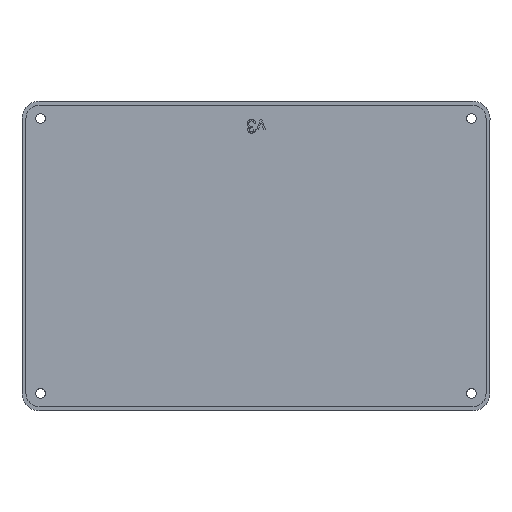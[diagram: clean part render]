
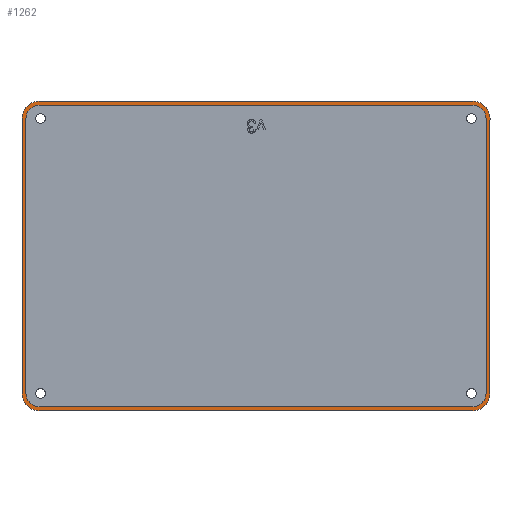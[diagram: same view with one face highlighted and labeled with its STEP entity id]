
A CAD part, top view. The second image highlights one B-rep face of the part: STEP entity #1262.
In plain terms, the highlighted planar face has unit normal (0, 0, 1).
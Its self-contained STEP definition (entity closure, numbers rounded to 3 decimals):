
#106=FACE_BOUND('',#221,.T.);
#117=PLANE('',#1356);
#148=FACE_OUTER_BOUND('',#220,.T.);
#220=EDGE_LOOP('',(#876,#877,#878,#879,#880,#881,#882,#883));
#221=EDGE_LOOP('',(#884,#885,#886,#887,#888,#889,#890,#891));
#303=LINE('',#1696,#410);
#304=LINE('',#1700,#411);
#305=LINE('',#1704,#412);
#306=LINE('',#1707,#413);
#307=LINE('',#1712,#414);
#308=LINE('',#1716,#415);
#309=LINE('',#1720,#416);
#310=LINE('',#1723,#417);
#410=VECTOR('',#1449,1000.);
#411=VECTOR('',#1452,1000.);
#412=VECTOR('',#1455,1000.);
#413=VECTOR('',#1458,1000.);
#414=VECTOR('',#1461,1000.);
#415=VECTOR('',#1464,1000.);
#416=VECTOR('',#1467,1000.);
#417=VECTOR('',#1470,1000.);
#521=CIRCLE('',#1357,6.45);
#522=CIRCLE('',#1358,6.45);
#523=CIRCLE('',#1359,6.45);
#524=CIRCLE('',#1360,6.45);
#525=CIRCLE('',#1361,4.95);
#526=CIRCLE('',#1362,4.95);
#527=CIRCLE('',#1363,4.95);
#528=CIRCLE('',#1364,4.95);
#549=VERTEX_POINT('',#1692);
#550=VERTEX_POINT('',#1693);
#551=VERTEX_POINT('',#1695);
#552=VERTEX_POINT('',#1697);
#553=VERTEX_POINT('',#1699);
#554=VERTEX_POINT('',#1701);
#555=VERTEX_POINT('',#1703);
#556=VERTEX_POINT('',#1705);
#557=VERTEX_POINT('',#1708);
#558=VERTEX_POINT('',#1709);
#559=VERTEX_POINT('',#1711);
#560=VERTEX_POINT('',#1713);
#561=VERTEX_POINT('',#1715);
#562=VERTEX_POINT('',#1717);
#563=VERTEX_POINT('',#1719);
#564=VERTEX_POINT('',#1721);
#679=EDGE_CURVE('',#549,#550,#521,.T.);
#680=EDGE_CURVE('',#550,#551,#303,.T.);
#681=EDGE_CURVE('',#551,#552,#522,.T.);
#682=EDGE_CURVE('',#552,#553,#304,.T.);
#683=EDGE_CURVE('',#553,#554,#523,.T.);
#684=EDGE_CURVE('',#554,#555,#305,.T.);
#685=EDGE_CURVE('',#555,#556,#524,.T.);
#686=EDGE_CURVE('',#556,#549,#306,.T.);
#687=EDGE_CURVE('',#557,#558,#525,.T.);
#688=EDGE_CURVE('',#558,#559,#307,.T.);
#689=EDGE_CURVE('',#559,#560,#526,.T.);
#690=EDGE_CURVE('',#560,#561,#308,.T.);
#691=EDGE_CURVE('',#561,#562,#527,.T.);
#692=EDGE_CURVE('',#562,#563,#309,.T.);
#693=EDGE_CURVE('',#563,#564,#528,.T.);
#694=EDGE_CURVE('',#564,#557,#310,.T.);
#876=ORIENTED_EDGE('',*,*,#679,.T.);
#877=ORIENTED_EDGE('',*,*,#680,.T.);
#878=ORIENTED_EDGE('',*,*,#681,.T.);
#879=ORIENTED_EDGE('',*,*,#682,.T.);
#880=ORIENTED_EDGE('',*,*,#683,.T.);
#881=ORIENTED_EDGE('',*,*,#684,.T.);
#882=ORIENTED_EDGE('',*,*,#685,.T.);
#883=ORIENTED_EDGE('',*,*,#686,.T.);
#884=ORIENTED_EDGE('',*,*,#687,.T.);
#885=ORIENTED_EDGE('',*,*,#688,.T.);
#886=ORIENTED_EDGE('',*,*,#689,.T.);
#887=ORIENTED_EDGE('',*,*,#690,.T.);
#888=ORIENTED_EDGE('',*,*,#691,.T.);
#889=ORIENTED_EDGE('',*,*,#692,.T.);
#890=ORIENTED_EDGE('',*,*,#693,.T.);
#891=ORIENTED_EDGE('',*,*,#694,.T.);
#1262=ADVANCED_FACE('',(#148,#106),#117,.T.);
#1356=AXIS2_PLACEMENT_3D('',#1691,#1445,#1446);
#1357=AXIS2_PLACEMENT_3D('',#1694,#1447,#1448);
#1358=AXIS2_PLACEMENT_3D('',#1698,#1450,#1451);
#1359=AXIS2_PLACEMENT_3D('',#1702,#1453,#1454);
#1360=AXIS2_PLACEMENT_3D('',#1706,#1456,#1457);
#1361=AXIS2_PLACEMENT_3D('',#1710,#1459,#1460);
#1362=AXIS2_PLACEMENT_3D('',#1714,#1462,#1463);
#1363=AXIS2_PLACEMENT_3D('',#1718,#1465,#1466);
#1364=AXIS2_PLACEMENT_3D('',#1722,#1468,#1469);
#1445=DIRECTION('center_axis',(0.,0.,1.));
#1446=DIRECTION('ref_axis',(1.,0.,0.));
#1447=DIRECTION('center_axis',(0.,0.,1.));
#1448=DIRECTION('ref_axis',(0.,1.,0.));
#1449=DIRECTION('',(0.,1.,0.));
#1450=DIRECTION('center_axis',(0.,0.,1.));
#1451=DIRECTION('ref_axis',(0.,1.,0.));
#1452=DIRECTION('',(-1.,0.,0.));
#1453=DIRECTION('center_axis',(0.,0.,1.));
#1454=DIRECTION('ref_axis',(0.,1.,0.));
#1455=DIRECTION('',(0.,-1.,0.));
#1456=DIRECTION('center_axis',(0.,0.,1.));
#1457=DIRECTION('ref_axis',(0.,1.,0.));
#1458=DIRECTION('',(1.,0.,0.));
#1459=DIRECTION('center_axis',(0.,0.,-1.));
#1460=DIRECTION('ref_axis',(0.,-1.,0.));
#1461=DIRECTION('',(-1.,0.,0.));
#1462=DIRECTION('center_axis',(0.,0.,-1.));
#1463=DIRECTION('ref_axis',(0.,1.,0.));
#1464=DIRECTION('',(0.,1.,0.));
#1465=DIRECTION('center_axis',(0.,0.,-1.));
#1466=DIRECTION('ref_axis',(0.,-1.,0.));
#1467=DIRECTION('',(1.,0.,0.));
#1468=DIRECTION('center_axis',(0.,0.,-1.));
#1469=DIRECTION('ref_axis',(0.,1.,0.));
#1470=DIRECTION('',(0.,-1.,0.));
#1691=CARTESIAN_POINT('Origin',(20.875,3.,-4.369));
#1692=CARTESIAN_POINT('',(102.725,-55.362,-4.369));
#1693=CARTESIAN_POINT('',(109.175,-48.912,-4.369));
#1694=CARTESIAN_POINT('Origin',(102.725,-48.912,-4.369));
#1695=CARTESIAN_POINT('',(109.175,54.913,-4.369));
#1696=CARTESIAN_POINT('',(109.175,54.913,-4.369));
#1697=CARTESIAN_POINT('',(102.725,61.363,-4.369));
#1698=CARTESIAN_POINT('Origin',(102.725,54.913,-4.369));
#1699=CARTESIAN_POINT('',(-60.975,61.363,-4.369));
#1700=CARTESIAN_POINT('',(-60.975,61.363,-4.369));
#1701=CARTESIAN_POINT('',(-67.425,54.913,-4.369));
#1702=CARTESIAN_POINT('Origin',(-60.975,54.913,-4.369));
#1703=CARTESIAN_POINT('',(-67.425,-48.912,-4.369));
#1704=CARTESIAN_POINT('',(-67.425,-48.912,-4.369));
#1705=CARTESIAN_POINT('',(-60.975,-55.362,-4.369));
#1706=CARTESIAN_POINT('Origin',(-60.975,-48.912,-4.369));
#1707=CARTESIAN_POINT('',(102.725,-55.362,-4.369));
#1708=CARTESIAN_POINT('',(107.675,-48.912,-4.369));
#1709=CARTESIAN_POINT('',(102.725,-53.862,-4.369));
#1710=CARTESIAN_POINT('Origin',(102.725,-48.912,-4.369));
#1711=CARTESIAN_POINT('',(-60.975,-53.862,-4.369));
#1712=CARTESIAN_POINT('',(102.725,-53.862,-4.369));
#1713=CARTESIAN_POINT('',(-65.925,-48.912,-4.369));
#1714=CARTESIAN_POINT('Origin',(-60.975,-48.912,-4.369));
#1715=CARTESIAN_POINT('',(-65.925,54.913,-4.369));
#1716=CARTESIAN_POINT('',(-65.925,-48.912,-4.369));
#1717=CARTESIAN_POINT('',(-60.975,59.863,-4.369));
#1718=CARTESIAN_POINT('Origin',(-60.975,54.913,-4.369));
#1719=CARTESIAN_POINT('',(102.725,59.863,-4.369));
#1720=CARTESIAN_POINT('',(-60.975,59.863,-4.369));
#1721=CARTESIAN_POINT('',(107.675,54.913,-4.369));
#1722=CARTESIAN_POINT('Origin',(102.725,54.913,-4.369));
#1723=CARTESIAN_POINT('',(107.675,-48.912,-4.369));
